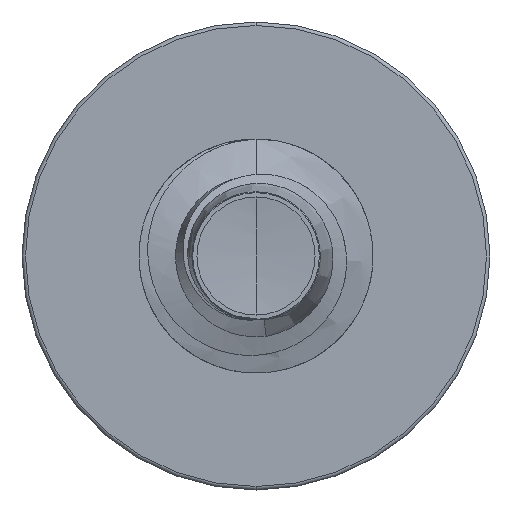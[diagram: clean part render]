
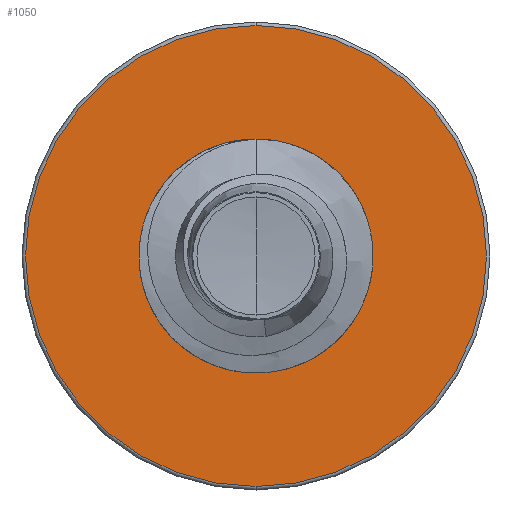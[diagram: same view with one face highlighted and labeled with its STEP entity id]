
A CAD part, front view. The second image highlights one B-rep face of the part: STEP entity #1050.
In plain terms, the highlighted planar face has unit normal (0, -1, 0).
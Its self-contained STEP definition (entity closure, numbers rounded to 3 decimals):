
#826 = DIRECTION ( 'NONE',  ( 0., 0., 1. ) ) ;
#846 = DIRECTION ( 'NONE',  ( 0., 1., 0. ) ) ;
#874 = CARTESIAN_POINT ( 'NONE',  ( 0., 12.5, -1.722 ) ) ;
#971 = PLANE ( 'NONE',  #14217 ) ;
#1050 = ADVANCED_FACE ( 'NONE', ( #11153, #16886 ), #971, .F. ) ;
#2934 = EDGE_LOOP ( 'NONE', ( #16797, #14239 ) ) ;
#3297 = CARTESIAN_POINT ( 'NONE',  ( 0., 12.5, -3.447 ) ) ;
#3328 = AXIS2_PLACEMENT_3D ( 'NONE', #8880, #17598, #10440 ) ;
#3354 = CARTESIAN_POINT ( 'NONE',  ( 0., 12.5, 1.722 ) ) ;
#3914 = EDGE_LOOP ( 'NONE', ( #10065, #13858 ) ) ;
#4191 = CIRCLE ( 'NONE', #14921, 1.722 ) ;
#5224 = VERTEX_POINT ( 'NONE', #3354 ) ;
#5354 = DIRECTION ( 'NONE',  ( 0., 1., 0. ) ) ;
#5910 = DIRECTION ( 'NONE',  ( 0., 1., 0. ) ) ;
#5995 = CIRCLE ( 'NONE', #3328, 3.448 ) ;
#7255 = EDGE_CURVE ( 'NONE', #5224, #10247, #4191, .T. ) ;
#8880 = CARTESIAN_POINT ( 'NONE',  ( 0., 12.5, 0. ) ) ;
#10002 = DIRECTION ( 'NONE',  ( 0., 0., 1. ) ) ;
#10024 = DIRECTION ( 'NONE',  ( 0., 1., 0. ) ) ;
#10027 = CARTESIAN_POINT ( 'NONE',  ( 0., 12.5, 0. ) ) ;
#10065 = ORIENTED_EDGE ( 'NONE', *, *, #13143, .F. ) ;
#10247 = VERTEX_POINT ( 'NONE', #11997 ) ;
#10343 = VERTEX_POINT ( 'NONE', #11814 ) ;
#10440 = DIRECTION ( 'NONE',  ( 0., 0., 1. ) ) ;
#11153 = FACE_OUTER_BOUND ( 'NONE', #3914, .T. ) ;
#11394 = VERTEX_POINT ( 'NONE', #3297 ) ;
#11814 = CARTESIAN_POINT ( 'NONE',  ( 0., 12.5, 3.448 ) ) ;
#11997 = CARTESIAN_POINT ( 'NONE',  ( 0., 12.5, -1.722 ) ) ;
#13143 = EDGE_CURVE ( 'NONE', #10343, #11394, #17275, .T. ) ;
#13794 = EDGE_CURVE ( 'NONE', #10247, #5224, #18450, .T. ) ;
#13858 = ORIENTED_EDGE ( 'NONE', *, *, #14587, .F. ) ;
#14217 = AXIS2_PLACEMENT_3D ( 'NONE', #874, #846, #826 ) ;
#14239 = ORIENTED_EDGE ( 'NONE', *, *, #13794, .T. ) ;
#14587 = EDGE_CURVE ( 'NONE', #11394, #10343, #5995, .T. ) ;
#14704 = CARTESIAN_POINT ( 'NONE',  ( 0., 12.5, 0. ) ) ;
#14921 = AXIS2_PLACEMENT_3D ( 'NONE', #10027, #10024, #10002 ) ;
#15022 = CARTESIAN_POINT ( 'NONE',  ( 0., 12.5, 0. ) ) ;
#15799 = DIRECTION ( 'NONE',  ( 0., 0., 1. ) ) ;
#16127 = DIRECTION ( 'NONE',  ( 0., 0., 1. ) ) ;
#16410 = AXIS2_PLACEMENT_3D ( 'NONE', #15022, #5910, #16127 ) ;
#16671 = AXIS2_PLACEMENT_3D ( 'NONE', #14704, #5354, #15799 ) ;
#16797 = ORIENTED_EDGE ( 'NONE', *, *, #7255, .T. ) ;
#16886 = FACE_BOUND ( 'NONE', #2934, .T. ) ;
#17275 = CIRCLE ( 'NONE', #16671, 3.448 ) ;
#17598 = DIRECTION ( 'NONE',  ( 0., 1., 0. ) ) ;
#18450 = CIRCLE ( 'NONE', #16410, 1.722 ) ;
